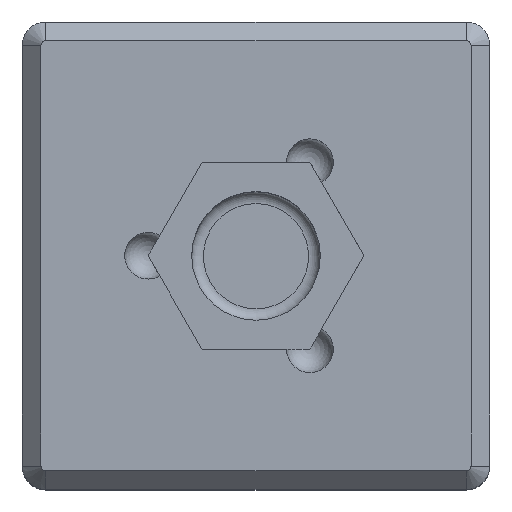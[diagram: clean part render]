
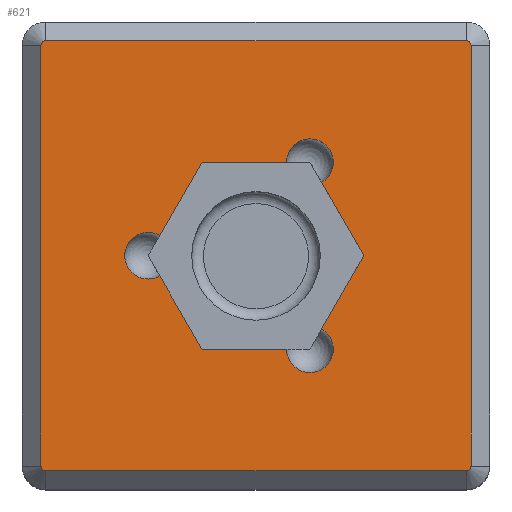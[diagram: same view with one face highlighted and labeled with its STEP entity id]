
A CAD part, top view. The second image highlights one B-rep face of the part: STEP entity #621.
In plain terms, the highlighted planar face has unit normal (0, 0, 1).
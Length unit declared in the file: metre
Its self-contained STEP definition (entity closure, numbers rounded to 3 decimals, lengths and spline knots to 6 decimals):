
#36=LINE('',#970,#92);
#37=LINE('',#974,#93);
#38=LINE('',#978,#94);
#39=LINE('',#982,#95);
#40=LINE('',#986,#96);
#41=LINE('',#988,#97);
#42=LINE('',#992,#98);
#43=LINE('',#994,#99);
#44=LINE('',#998,#100);
#45=LINE('',#1000,#101);
#92=VECTOR('',#759,1.);
#93=VECTOR('',#762,1.);
#94=VECTOR('',#765,1.);
#95=VECTOR('',#768,1.);
#96=VECTOR('',#771,1.);
#97=VECTOR('',#772,1.);
#98=VECTOR('',#775,1.);
#99=VECTOR('',#776,1.);
#100=VECTOR('',#779,1.);
#101=VECTOR('',#780,1.);
#148=ORIENTED_EDGE('',*,*,#330,.T.);
#149=ORIENTED_EDGE('',*,*,#331,.T.);
#150=ORIENTED_EDGE('',*,*,#332,.T.);
#151=ORIENTED_EDGE('',*,*,#333,.T.);
#152=ORIENTED_EDGE('',*,*,#334,.T.);
#153=ORIENTED_EDGE('',*,*,#335,.T.);
#154=ORIENTED_EDGE('',*,*,#336,.T.);
#155=ORIENTED_EDGE('',*,*,#337,.T.);
#156=ORIENTED_EDGE('',*,*,#338,.F.);
#157=ORIENTED_EDGE('',*,*,#339,.T.);
#158=ORIENTED_EDGE('',*,*,#340,.T.);
#159=ORIENTED_EDGE('',*,*,#341,.F.);
#160=ORIENTED_EDGE('',*,*,#342,.T.);
#161=ORIENTED_EDGE('',*,*,#343,.T.);
#162=ORIENTED_EDGE('',*,*,#344,.F.);
#163=ORIENTED_EDGE('',*,*,#345,.T.);
#164=ORIENTED_EDGE('',*,*,#346,.T.);
#330=EDGE_CURVE('',#421,#422,#476,.T.);
#331=EDGE_CURVE('',#422,#423,#36,.T.);
#332=EDGE_CURVE('',#423,#424,#477,.T.);
#333=EDGE_CURVE('',#424,#425,#37,.T.);
#334=EDGE_CURVE('',#425,#426,#478,.T.);
#335=EDGE_CURVE('',#426,#427,#38,.T.);
#336=EDGE_CURVE('',#427,#428,#479,.T.);
#337=EDGE_CURVE('',#428,#421,#39,.T.);
#338=EDGE_CURVE('',#429,#430,#480,.T.);
#339=EDGE_CURVE('',#429,#431,#40,.T.);
#340=EDGE_CURVE('',#431,#432,#41,.T.);
#341=EDGE_CURVE('',#433,#432,#481,.T.);
#342=EDGE_CURVE('',#433,#434,#42,.T.);
#343=EDGE_CURVE('',#434,#435,#43,.T.);
#344=EDGE_CURVE('',#436,#435,#482,.T.);
#345=EDGE_CURVE('',#436,#437,#44,.T.);
#346=EDGE_CURVE('',#437,#430,#45,.T.);
#421=VERTEX_POINT('',#968);
#422=VERTEX_POINT('',#969);
#423=VERTEX_POINT('',#971);
#424=VERTEX_POINT('',#973);
#425=VERTEX_POINT('',#975);
#426=VERTEX_POINT('',#977);
#427=VERTEX_POINT('',#979);
#428=VERTEX_POINT('',#981);
#429=VERTEX_POINT('',#984);
#430=VERTEX_POINT('',#985);
#431=VERTEX_POINT('',#987);
#432=VERTEX_POINT('',#989);
#433=VERTEX_POINT('',#991);
#434=VERTEX_POINT('',#993);
#435=VERTEX_POINT('',#995);
#436=VERTEX_POINT('',#997);
#437=VERTEX_POINT('',#999);
#476=CIRCLE('',#677,0.0002);
#477=CIRCLE('',#678,0.0002);
#478=CIRCLE('',#679,0.0002);
#479=CIRCLE('',#680,0.0002);
#480=CIRCLE('',#681,0.001);
#481=CIRCLE('',#682,0.001);
#482=CIRCLE('',#683,0.001);
#511=EDGE_LOOP('',(#148,#149,#150,#151,#152,#153,#154,#155));
#512=EDGE_LOOP('',(#156,#157,#158,#159,#160,#161,#162,#163,#164));
#557=FACE_BOUND('',#511,.T.);
#558=FACE_BOUND('',#512,.T.);
#603=PLANE('',#676);
#621=ADVANCED_FACE('',(#557,#558),#603,.T.);
#676=AXIS2_PLACEMENT_3D('',#966,#755,#756);
#677=AXIS2_PLACEMENT_3D('',#967,#757,#758);
#678=AXIS2_PLACEMENT_3D('',#972,#760,#761);
#679=AXIS2_PLACEMENT_3D('',#976,#763,#764);
#680=AXIS2_PLACEMENT_3D('',#980,#766,#767);
#681=AXIS2_PLACEMENT_3D('',#983,#769,#770);
#682=AXIS2_PLACEMENT_3D('',#990,#773,#774);
#683=AXIS2_PLACEMENT_3D('',#996,#777,#778);
#755=DIRECTION('',(0.,0.,1.));
#756=DIRECTION('',(1.,0.,0.));
#757=DIRECTION('',(0.,0.,1.));
#758=DIRECTION('',(1.,0.,0.));
#759=DIRECTION('',(0.,1.,0.));
#760=DIRECTION('',(0.,0.,1.));
#761=DIRECTION('',(1.,0.,0.));
#762=DIRECTION('',(-1.,0.,0.));
#763=DIRECTION('',(0.,0.,1.));
#764=DIRECTION('',(1.,0.,0.));
#765=DIRECTION('',(0.,-1.,0.));
#766=DIRECTION('',(0.,0.,1.));
#767=DIRECTION('',(1.,0.,0.));
#768=DIRECTION('',(1.,0.,0.));
#769=DIRECTION('',(0.,0.,1.));
#770=DIRECTION('',(-0.5,0.866,0.));
#771=DIRECTION('',(-1.,0.,0.));
#772=DIRECTION('',(-0.5,0.866,0.));
#773=DIRECTION('',(0.,0.,1.));
#774=DIRECTION('',(1.,0.,0.));
#775=DIRECTION('',(0.5,0.866,0.));
#776=DIRECTION('',(1.,0.,0.));
#777=DIRECTION('',(0.,0.,1.));
#778=DIRECTION('',(-0.5,-0.866,0.));
#779=DIRECTION('',(0.5,-0.866,0.));
#780=DIRECTION('',(-0.5,-0.866,0.));
#966=CARTESIAN_POINT('',(0.,0.,0.015));
#967=CARTESIAN_POINT('',(0.009,-0.009,0.015));
#968=CARTESIAN_POINT('',(0.009,-0.0092,0.015));
#969=CARTESIAN_POINT('',(0.0092,-0.009,0.015));
#970=CARTESIAN_POINT('',(0.0092,0.,0.015));
#971=CARTESIAN_POINT('',(0.0092,0.009,0.015));
#972=CARTESIAN_POINT('',(0.009,0.009,0.015));
#973=CARTESIAN_POINT('',(0.009,0.0092,0.015));
#974=CARTESIAN_POINT('',(0.,0.0092,0.015));
#975=CARTESIAN_POINT('',(-0.009,0.0092,0.015));
#976=CARTESIAN_POINT('',(-0.009,0.009,0.015));
#977=CARTESIAN_POINT('',(-0.0092,0.009,0.015));
#978=CARTESIAN_POINT('',(-0.0092,-0.009,0.015));
#979=CARTESIAN_POINT('',(-0.0092,-0.009,0.015));
#980=CARTESIAN_POINT('',(-0.009,-0.009,0.015));
#981=CARTESIAN_POINT('',(-0.009,-0.0092,0.015));
#982=CARTESIAN_POINT('',(0.009,-0.0092,0.015));
#983=CARTESIAN_POINT('',(0.002309,-0.004,0.015));
#984=CARTESIAN_POINT('',(0.001309,-0.004,0.015));
#985=CARTESIAN_POINT('',(0.002809,-0.003134,0.015));
#986=CARTESIAN_POINT('',(0.,-0.004,0.015));
#987=CARTESIAN_POINT('',(-0.002309,-0.004,0.015));
#988=CARTESIAN_POINT('',(-0.003464,-0.002,0.015));
#989=CARTESIAN_POINT('',(-0.004119,-0.000866,0.015));
#990=CARTESIAN_POINT('',(-0.004619,0.,0.015));
#991=CARTESIAN_POINT('',(-0.004119,0.000866,0.015));
#992=CARTESIAN_POINT('',(-0.003464,0.002,0.015));
#993=CARTESIAN_POINT('',(-0.002309,0.004,0.015));
#994=CARTESIAN_POINT('',(0.,0.004,0.015));
#995=CARTESIAN_POINT('',(0.001309,0.004,0.015));
#996=CARTESIAN_POINT('',(0.002309,0.004,0.015));
#997=CARTESIAN_POINT('',(0.002809,0.003134,0.015));
#998=CARTESIAN_POINT('',(0.003464,0.002,0.015));
#999=CARTESIAN_POINT('',(0.004619,0.,0.015));
#1000=CARTESIAN_POINT('',(0.003464,-0.002,0.015));
